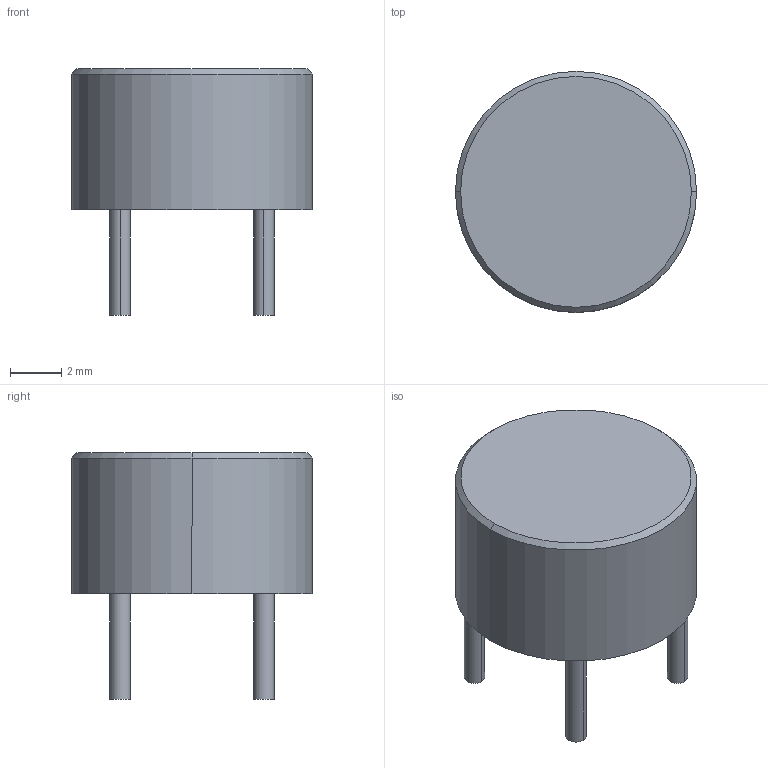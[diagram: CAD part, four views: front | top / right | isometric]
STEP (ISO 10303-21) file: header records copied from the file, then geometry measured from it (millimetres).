
FILE_DESCRIPTION (( 'STEP AP214' ), '1' );
FILE_NAME ('User Library-Panjit AM106.STEP', '2012-03-24T15:06:16', ( 'sysAdmin' ), ( 'SolidWorks' ), 'SwSTEP 2.0', 'SolidWorks 2012', '' );
FILE_SCHEMA (( 'AUTOMOTIVE_DESIGN' ));
Length unit declared in the file: millimetre
Products named in the file (3): User Library-Panjit AM106_Imported_2; User Library-Panjit AM106; User Library-Panjit AM106_Imported
Assembly tree (2 placements, depth 2):
  User Library-Panjit AM106
    User Library-Panjit AM106_Imported
    User Library-Panjit AM106_Imported_2
Bounding box: 9.4 x 9.4 x 9.6 mm (x, y, z)
Volume: 389.3 mm3; surface area: 342.9 mm2
Topology: 5 solids, 5 shells, 22 faces, 34 edges, 22 vertices
Faces by surface type: cylinder 10, plane 10, cone 2
Entity records: 883 total; most frequent: DIRECTION 110, CARTESIAN_POINT 83, ORIENTED_EDGE 68, AXIS2_PLACEMENT_3D 49, EDGE_CURVE 34, UNCERTAINTY_MEASURE_WITH_UNIT 32, PRESENTATION_STYLE_ASSIGNMENT 29, FILL_AREA_STYLE_COLOUR 29
